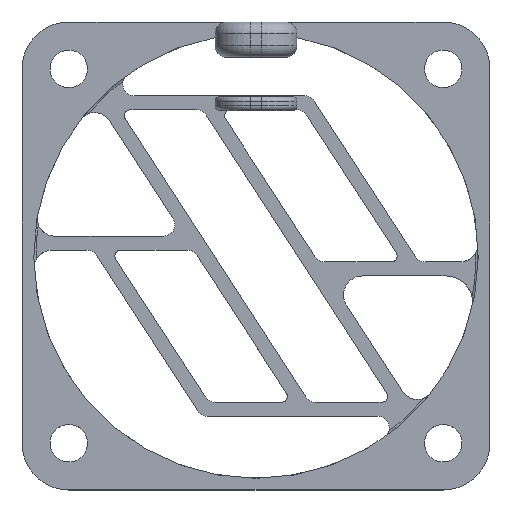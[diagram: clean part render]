
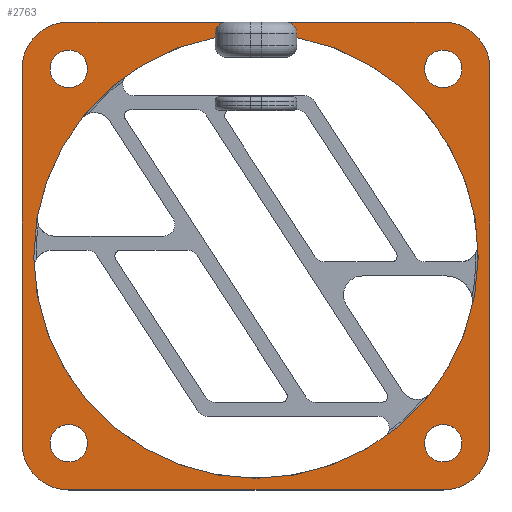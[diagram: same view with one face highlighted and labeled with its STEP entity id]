
A CAD part, top view. The second image highlights one B-rep face of the part: STEP entity #2763.
In plain terms, the highlighted planar face has unit normal (0, 0, 1).
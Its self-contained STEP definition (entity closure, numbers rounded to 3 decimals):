
#70=FACE_BOUND('',#365,.T.);
#71=FACE_BOUND('',#366,.T.);
#72=FACE_BOUND('',#367,.T.);
#73=FACE_BOUND('',#368,.T.);
#89=PLANE('',#3022);
#191=FACE_OUTER_BOUND('',#364,.T.);
#364=EDGE_LOOP('',(#2066,#2067,#2068,#2069,#2070,#2071,#2072,#2073,#2074,
#2075,#2076,#2077,#2078,#2079));
#365=EDGE_LOOP('',(#2080));
#366=EDGE_LOOP('',(#2081));
#367=EDGE_LOOP('',(#2082));
#368=EDGE_LOOP('',(#2083));
#530=LINE('',#4249,#780);
#535=LINE('',#4264,#785);
#577=LINE('',#4453,#827);
#578=LINE('',#4457,#828);
#579=LINE('',#4461,#829);
#580=LINE('',#4465,#830);
#581=LINE('',#4468,#831);
#780=VECTOR('',#3365,10.);
#785=VECTOR('',#3382,10.);
#827=VECTOR('',#3548,10.);
#828=VECTOR('',#3551,32.);
#829=VECTOR('',#3554,32.);
#830=VECTOR('',#3557,32.);
#831=VECTOR('',#3560,10.);
#1020=CIRCLE('',#2942,1.);
#1028=CIRCLE('',#2954,1.);
#1082=CIRCLE('',#3023,19.);
#1083=CIRCLE('',#3024,4.);
#1084=CIRCLE('',#3025,4.);
#1085=CIRCLE('',#3026,4.);
#1086=CIRCLE('',#3027,4.);
#1087=CIRCLE('',#3028,1.6);
#1088=CIRCLE('',#3029,1.6);
#1089=CIRCLE('',#3030,1.6);
#1090=CIRCLE('',#3031,1.6);
#1188=VERTEX_POINT('',#4207);
#1189=VERTEX_POINT('',#4209);
#1196=VERTEX_POINT('',#4231);
#1197=VERTEX_POINT('',#4232);
#1202=VERTEX_POINT('',#4247);
#1206=VERTEX_POINT('',#4263);
#1288=VERTEX_POINT('',#4452);
#1289=VERTEX_POINT('',#4454);
#1290=VERTEX_POINT('',#4456);
#1291=VERTEX_POINT('',#4458);
#1292=VERTEX_POINT('',#4460);
#1293=VERTEX_POINT('',#4462);
#1294=VERTEX_POINT('',#4464);
#1295=VERTEX_POINT('',#4466);
#1296=VERTEX_POINT('',#4469);
#1297=VERTEX_POINT('',#4471);
#1298=VERTEX_POINT('',#4473);
#1299=VERTEX_POINT('',#4475);
#1461=EDGE_CURVE('',#1188,#1189,#1020,.F.);
#1472=EDGE_CURVE('',#1196,#1197,#1028,.F.);
#1480=EDGE_CURVE('',#1196,#1202,#530,.T.);
#1487=EDGE_CURVE('',#1206,#1189,#535,.T.);
#1581=EDGE_CURVE('',#1206,#1202,#1082,.T.);
#1582=EDGE_CURVE('',#1188,#1288,#577,.T.);
#1583=EDGE_CURVE('',#1288,#1289,#1083,.T.);
#1584=EDGE_CURVE('',#1290,#1289,#578,.T.);
#1585=EDGE_CURVE('',#1290,#1291,#1084,.T.);
#1586=EDGE_CURVE('',#1292,#1291,#579,.T.);
#1587=EDGE_CURVE('',#1292,#1293,#1085,.T.);
#1588=EDGE_CURVE('',#1294,#1293,#580,.T.);
#1589=EDGE_CURVE('',#1294,#1295,#1086,.T.);
#1590=EDGE_CURVE('',#1295,#1197,#581,.T.);
#1591=EDGE_CURVE('',#1296,#1296,#1087,.T.);
#1592=EDGE_CURVE('',#1297,#1297,#1088,.T.);
#1593=EDGE_CURVE('',#1298,#1298,#1089,.T.);
#1594=EDGE_CURVE('',#1299,#1299,#1090,.T.);
#2066=ORIENTED_EDGE('',*,*,#1480,.T.);
#2067=ORIENTED_EDGE('',*,*,#1581,.F.);
#2068=ORIENTED_EDGE('',*,*,#1487,.T.);
#2069=ORIENTED_EDGE('',*,*,#1461,.F.);
#2070=ORIENTED_EDGE('',*,*,#1582,.T.);
#2071=ORIENTED_EDGE('',*,*,#1583,.T.);
#2072=ORIENTED_EDGE('',*,*,#1584,.F.);
#2073=ORIENTED_EDGE('',*,*,#1585,.T.);
#2074=ORIENTED_EDGE('',*,*,#1586,.F.);
#2075=ORIENTED_EDGE('',*,*,#1587,.T.);
#2076=ORIENTED_EDGE('',*,*,#1588,.F.);
#2077=ORIENTED_EDGE('',*,*,#1589,.T.);
#2078=ORIENTED_EDGE('',*,*,#1590,.T.);
#2079=ORIENTED_EDGE('',*,*,#1472,.F.);
#2080=ORIENTED_EDGE('',*,*,#1591,.T.);
#2081=ORIENTED_EDGE('',*,*,#1592,.T.);
#2082=ORIENTED_EDGE('',*,*,#1593,.T.);
#2083=ORIENTED_EDGE('',*,*,#1594,.T.);
#2763=ADVANCED_FACE('',(#191,#70,#71,#72,#73),#89,.F.);
#2942=AXIS2_PLACEMENT_3D('',#4210,#3328,#3329);
#2954=AXIS2_PLACEMENT_3D('',#4233,#3355,#3356);
#3022=AXIS2_PLACEMENT_3D('',#4450,#3544,#3545);
#3023=AXIS2_PLACEMENT_3D('',#4451,#3546,#3547);
#3024=AXIS2_PLACEMENT_3D('',#4455,#3549,#3550);
#3025=AXIS2_PLACEMENT_3D('',#4459,#3552,#3553);
#3026=AXIS2_PLACEMENT_3D('',#4463,#3555,#3556);
#3027=AXIS2_PLACEMENT_3D('',#4467,#3558,#3559);
#3028=AXIS2_PLACEMENT_3D('',#4470,#3561,#3562);
#3029=AXIS2_PLACEMENT_3D('',#4472,#3563,#3564);
#3030=AXIS2_PLACEMENT_3D('',#4474,#3565,#3566);
#3031=AXIS2_PLACEMENT_3D('',#4476,#3567,#3568);
#3328=DIRECTION('center_axis',(0.,0.,-1.));
#3329=DIRECTION('ref_axis',(-0.707,0.707,0.));
#3355=DIRECTION('center_axis',(0.,0.,-1.));
#3356=DIRECTION('ref_axis',(0.707,0.707,0.));
#3365=DIRECTION('',(0.,-1.,0.));
#3382=DIRECTION('',(0.,1.,0.));
#3544=DIRECTION('center_axis',(0.,0.,-1.));
#3545=DIRECTION('ref_axis',(-1.,0.,0.));
#3546=DIRECTION('center_axis',(0.,0.,1.));
#3547=DIRECTION('ref_axis',(0.,1.,0.));
#3548=DIRECTION('',(-1.,0.,0.));
#3549=DIRECTION('center_axis',(0.,0.,1.));
#3550=DIRECTION('ref_axis',(0.,1.,0.));
#3551=DIRECTION('',(0.,1.,0.));
#3552=DIRECTION('center_axis',(0.,0.,1.));
#3553=DIRECTION('ref_axis',(-1.,0.,0.));
#3554=DIRECTION('',(-1.,0.,0.));
#3555=DIRECTION('center_axis',(0.,0.,1.));
#3556=DIRECTION('ref_axis',(0.,-1.,0.));
#3557=DIRECTION('',(0.,-1.,0.));
#3558=DIRECTION('center_axis',(0.,0.,1.));
#3559=DIRECTION('ref_axis',(1.,0.,0.));
#3560=DIRECTION('',(-1.,0.,0.));
#3561=DIRECTION('center_axis',(0.,0.,-1.));
#3562=DIRECTION('ref_axis',(-1.,0.,0.));
#3563=DIRECTION('center_axis',(0.,0.,-1.));
#3564=DIRECTION('ref_axis',(-1.,0.,0.));
#3565=DIRECTION('center_axis',(0.,0.,-1.));
#3566=DIRECTION('ref_axis',(-1.,0.,0.));
#3567=DIRECTION('center_axis',(0.,0.,-1.));
#3568=DIRECTION('ref_axis',(-1.,0.,0.));
#4207=CARTESIAN_POINT('',(-2.5,20.,0.));
#4209=CARTESIAN_POINT('',(-3.5,19.,0.));
#4210=CARTESIAN_POINT('Origin',(-2.5,19.,0.));
#4231=CARTESIAN_POINT('',(3.5,19.,0.));
#4232=CARTESIAN_POINT('',(2.5,20.,0.));
#4233=CARTESIAN_POINT('Origin',(2.5,19.,0.));
#4247=CARTESIAN_POINT('',(3.5,18.675,0.));
#4249=CARTESIAN_POINT('',(3.5,8.5,0.));
#4263=CARTESIAN_POINT('',(-3.5,18.675,0.));
#4264=CARTESIAN_POINT('',(-3.5,10.,0.));
#4450=CARTESIAN_POINT('Origin',(0.,0.,0.));
#4451=CARTESIAN_POINT('Origin',(0.,0.,0.));
#4452=CARTESIAN_POINT('',(-16.,20.,0.));
#4453=CARTESIAN_POINT('',(10.,20.,0.));
#4454=CARTESIAN_POINT('',(-20.,16.,0.));
#4455=CARTESIAN_POINT('Origin',(-16.,16.,0.));
#4456=CARTESIAN_POINT('',(-20.,-16.,0.));
#4457=CARTESIAN_POINT('',(-20.,-16.,0.));
#4458=CARTESIAN_POINT('',(-16.,-20.,0.));
#4459=CARTESIAN_POINT('Origin',(-16.,-16.,0.));
#4460=CARTESIAN_POINT('',(16.,-20.,0.));
#4461=CARTESIAN_POINT('',(16.,-20.,0.));
#4462=CARTESIAN_POINT('',(20.,-16.,0.));
#4463=CARTESIAN_POINT('Origin',(16.,-16.,0.));
#4464=CARTESIAN_POINT('',(20.,16.,0.));
#4465=CARTESIAN_POINT('',(20.,16.,0.));
#4466=CARTESIAN_POINT('',(16.,20.,0.));
#4467=CARTESIAN_POINT('Origin',(16.,16.,0.));
#4468=CARTESIAN_POINT('',(10.,20.,0.));
#4469=CARTESIAN_POINT('',(-17.6,-16.,0.));
#4470=CARTESIAN_POINT('Origin',(-16.,-16.,0.));
#4471=CARTESIAN_POINT('',(14.4,-16.,0.));
#4472=CARTESIAN_POINT('Origin',(16.,-16.,0.));
#4473=CARTESIAN_POINT('',(-17.6,16.,0.));
#4474=CARTESIAN_POINT('Origin',(-16.,16.,0.));
#4475=CARTESIAN_POINT('',(14.4,16.,0.));
#4476=CARTESIAN_POINT('Origin',(16.,16.,0.));
